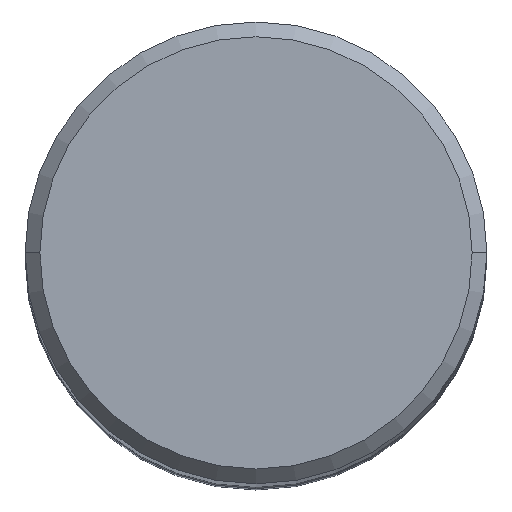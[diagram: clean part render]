
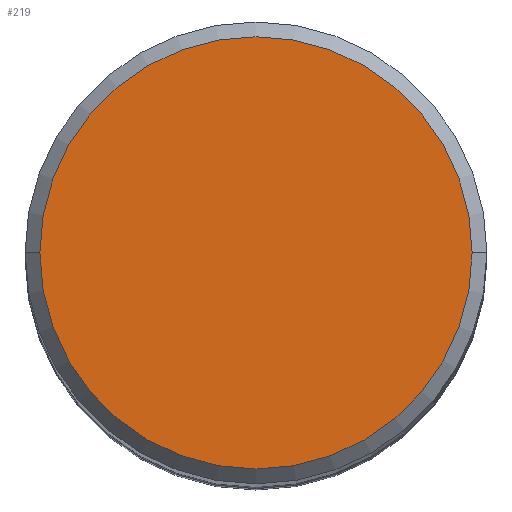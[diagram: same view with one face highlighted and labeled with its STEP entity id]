
A CAD part, top view. The second image highlights one B-rep face of the part: STEP entity #219.
In plain terms, the highlighted planar face has unit normal (0, 0, 1).
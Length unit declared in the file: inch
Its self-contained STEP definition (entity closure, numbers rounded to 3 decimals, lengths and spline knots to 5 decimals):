
#9 = DIRECTION ( 'NONE',  ( -1., 0., 0. ) ) ;
#48 = EDGE_CURVE ( 'NONE', #170, #451, #51, .T. ) ;
#51 = CIRCLE ( 'NONE', #554, 0.2925 ) ;
#58 = PLANE ( 'NONE',  #400 ) ;
#73 = DIRECTION ( 'NONE',  ( 1., 0., 0. ) ) ;
#103 = CIRCLE ( 'NONE', #326, 0.2925 ) ;
#110 = CARTESIAN_POINT ( 'NONE',  ( 0., 0., 0. ) ) ;
#122 = DIRECTION ( 'NONE',  ( 0., 0., 1. ) ) ;
#170 = VERTEX_POINT ( 'NONE', #463 ) ;
#174 = EDGE_CURVE ( 'NONE', #451, #170, #103, .T. ) ;
#196 = DIRECTION ( 'NONE',  ( 1., 0., 0. ) ) ;
#219 = ADVANCED_FACE ( 'NONE', ( #269 ), #58, .F. ) ;
#222 = CARTESIAN_POINT ( 'NONE',  ( 0., 0.2925, 0. ) ) ;
#237 = DIRECTION ( 'NONE',  ( 0., 0., 1. ) ) ;
#269 = FACE_OUTER_BOUND ( 'NONE', #522, .T. ) ;
#326 = AXIS2_PLACEMENT_3D ( 'NONE', #504, #122, #73 ) ;
#374 = CARTESIAN_POINT ( 'NONE',  ( 0.2925, 0., 0. ) ) ;
#400 = AXIS2_PLACEMENT_3D ( 'NONE', #222, #407, #9 ) ;
#407 = DIRECTION ( 'NONE',  ( 0., 0., -1. ) ) ;
#451 = VERTEX_POINT ( 'NONE', #374 ) ;
#463 = CARTESIAN_POINT ( 'NONE',  ( -0.2925, 0., 0. ) ) ;
#480 = ORIENTED_EDGE ( 'NONE', *, *, #48, .T. ) ;
#502 = ORIENTED_EDGE ( 'NONE', *, *, #174, .T. ) ;
#504 = CARTESIAN_POINT ( 'NONE',  ( 0., 0., 0. ) ) ;
#522 = EDGE_LOOP ( 'NONE', ( #480, #502 ) ) ;
#554 = AXIS2_PLACEMENT_3D ( 'NONE', #110, #237, #196 ) ;
